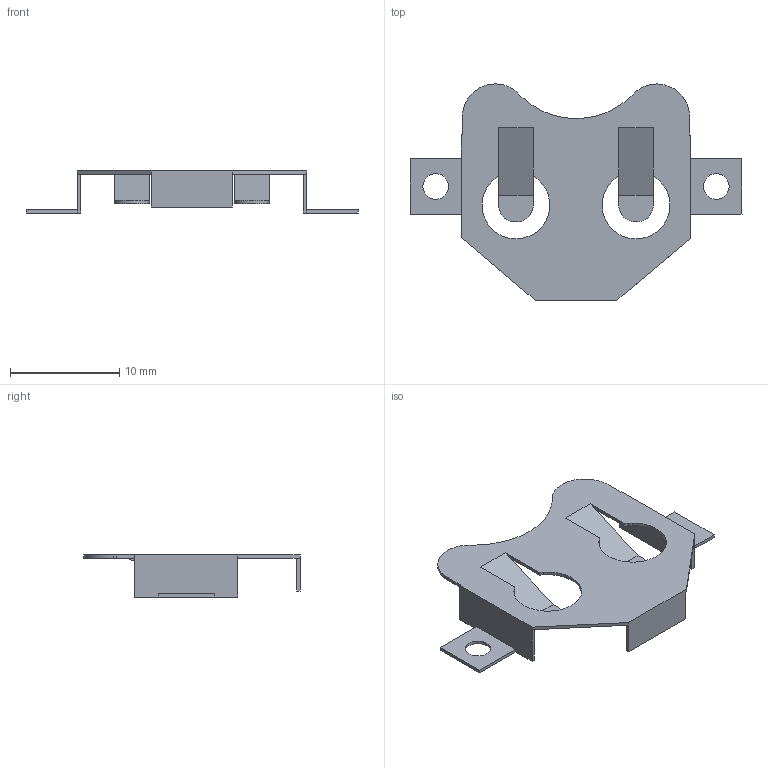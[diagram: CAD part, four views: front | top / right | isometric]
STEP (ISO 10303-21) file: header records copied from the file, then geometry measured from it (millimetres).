
FILE_DESCRIPTION(/* description */ (''),/* implementation_level */ '2;1');
FILE_NAME(/* name */ 'Battery Holder - CR2032 - Multicomp MP000357 v5.step',/* time_stamp */ '2019-08-03T11:32:35+01:00',/* author */ (''),/* organization */ (''),/* preprocessor_version */ 'ST-DEVELOPER v18',/* originating_system */ 'Autodesk Translation Framework v8.2.0.1029',/* authorisation */ '');
FILE_SCHEMA (('AUTOMOTIVE_DESIGN { 1 0 10303 214 3 1 1 }'));
Length unit declared in the file: millimetre
Products named in the file (2): Battery Holder - CR2032 - Multicomp MP000357; Battery Holder
Assembly tree (1 placements, depth 2):
  Battery Holder - CR2032 - Multicomp MP000357
    Battery Holder
Bounding box: 30.4 x 19.79 x 3.85 mm (x, y, z)
Volume: 131.9 mm3; surface area: 950.1 mm2
Topology: 1 solids, 1 shells, 77 faces, 219 edges, 144 vertices
Faces by surface type: plane 66, bspline 9, cylinder 2
Full cylindrical faces by diameter (mm): 2.35 x2
Entity records: 2983 total; most frequent: CARTESIAN_POINT 964, ORIENTED_EDGE 438, DIRECTION 347, EDGE_CURVE 219, LINE 197, VECTOR 197, VERTEX_POINT 144, EDGE_LOOP 85
